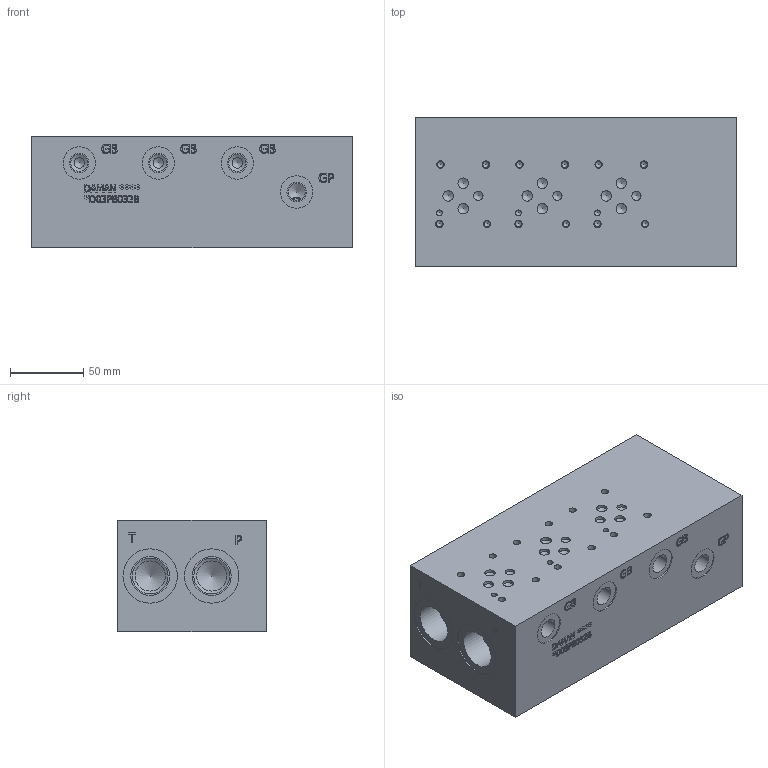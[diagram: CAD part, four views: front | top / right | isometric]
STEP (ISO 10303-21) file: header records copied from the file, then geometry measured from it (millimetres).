
FILE_DESCRIPTION(/* description */ (''),/* implementation_level */ '2;1');
FILE_NAME(/* name */ '_D03PB032B.stp',/* time_stamp */ '2021-01-22T16:18:18-05:00',/* author */ ('devonn'),/* organization */ (''),/* preprocessor_version */ 'ST-DEVELOPER v17',/* originating_system */ 'Autodesk Inventor 2019',/* authorisation */ '');
FILE_SCHEMA (('AUTOMOTIVE_DESIGN { 1 0 10303 214 3 1 1 }'));
Length unit declared in the file: millimetre
Products named in the file (1): Part_AD03PB032B_3D
Bounding box: 219.07 x 101.6 x 76.2 mm (x, y, z)
Volume: 1510423 mm3; surface area: 129964.7 mm2
Topology: 1 solids, 1 shells, 1095 faces, 3005 edges, 2045 vertices
Faces by surface type: plane 568, bspline 339, cylinder 122, cone 66
Full cylindrical faces by diameter (mm): 3.962 x3, 4.216 x12, 5.004 x12, 6.35 x3, 7.137 x15, 8.509 x4, 10.008 x4, 11.684 x7, 13.259 x7, 17.475 x6, 18.923 x6, 20.625 x4, 21.057 x6, 22.123 x7, 24.409 x6, 26.543 x6, 30.683 x6, 37.109 x6, 42.875 x2
Entity records: 37273 total; most frequent: CARTESIAN_POINT 10529, ORIENTED_EDGE 5910, DIRECTION 4241, EDGE_CURVE 2955, VERTEX_POINT 2045, LINE 1823, VECTOR 1823, EDGE_LOOP 1280
